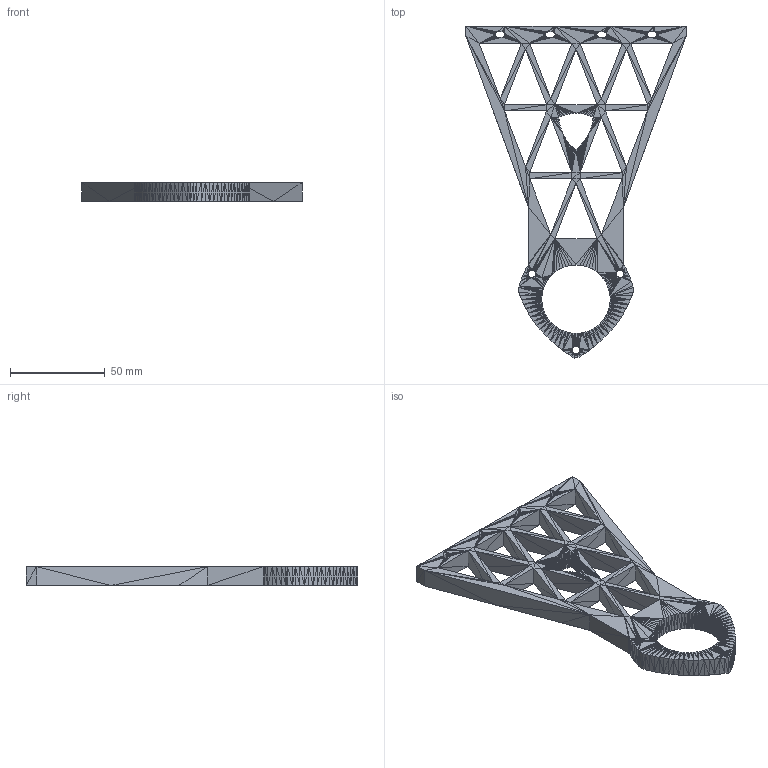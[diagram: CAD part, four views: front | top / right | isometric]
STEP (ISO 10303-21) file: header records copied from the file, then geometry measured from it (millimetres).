
FILE_DESCRIPTION(/* description */ (''),/* implementation_level */ '2;1');
FILE_NAME(/* name */ 'Sans nom.step',/* time_stamp */ '2021-12-09T17:54:20+01:00',/* author */ (''),/* organization */ (''),/* preprocessor_version */ 'ST-DEVELOPER v18.1',/* originating_system */ 'Autodesk Translation Framework v10.10.0.1391',/* authorisation */ '');
FILE_SCHEMA (('AUTOMOTIVE_DESIGN { 1 0 10303 214 3 1 1 }'));
Products named in the file (1): (Non enregistré)
Bounding box: 116 x 174.96 x 10 mm (x, y, z)
Volume: 58922 mm3; surface area: 31332 mm2
Topology: 1 solids, 1 shells, 3510 faces, 5265 edges, 1711 vertices
Faces by surface type: plane 3510
Entity records: 68398 total; most frequent: DIRECTION 12287, ORIENTED_EDGE 10530, CARTESIAN_POINT 10487, LINE 5265, VECTOR 5265, EDGE_CURVE 5265, AXIS2_PLACEMENT_3D 3511, FACE_OUTER_BOUND 3510
